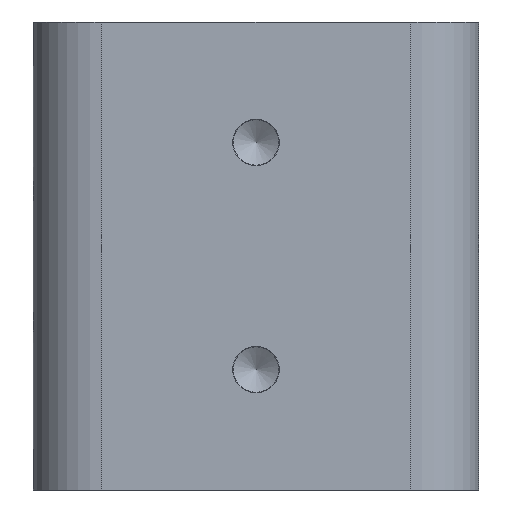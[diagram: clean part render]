
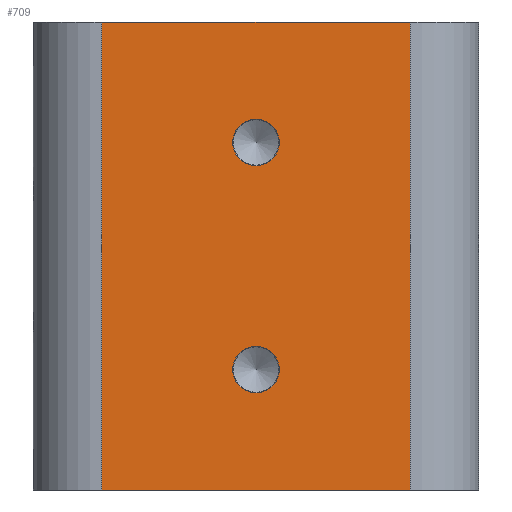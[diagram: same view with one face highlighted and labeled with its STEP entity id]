
A CAD part, left-side view. The second image highlights one B-rep face of the part: STEP entity #709.
In plain terms, the highlighted planar face has unit normal (-1, 0, 0).
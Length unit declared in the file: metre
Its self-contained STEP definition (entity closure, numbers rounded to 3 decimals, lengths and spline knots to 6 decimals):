
#37=LINE('',#1139,#67);
#45=LINE('',#1169,#75);
#54=LINE('',#1191,#84);
#55=LINE('',#1192,#85);
#67=VECTOR('',#905,1.);
#75=VECTOR('',#931,1.);
#84=VECTOR('',#952,1.);
#85=VECTOR('',#953,1.);
#208=ORIENTED_EDGE('',*,*,#368,.F.);
#209=ORIENTED_EDGE('',*,*,#369,.F.);
#210=ORIENTED_EDGE('',*,*,#358,.T.);
#211=ORIENTED_EDGE('',*,*,#370,.T.);
#212=ORIENTED_EDGE('',*,*,#343,.F.);
#213=ORIENTED_EDGE('',*,*,#371,.T.);
#343=EDGE_CURVE('',#432,#433,#37,.T.);
#358=EDGE_CURVE('',#446,#445,#45,.T.);
#368=EDGE_CURVE('',#451,#451,#500,.T.);
#369=EDGE_CURVE('',#452,#452,#501,.T.);
#370=EDGE_CURVE('',#445,#433,#54,.F.);
#371=EDGE_CURVE('',#432,#446,#55,.T.);
#432=VERTEX_POINT('',#1138);
#433=VERTEX_POINT('',#1140);
#445=VERTEX_POINT('',#1168);
#446=VERTEX_POINT('',#1170);
#451=VERTEX_POINT('',#1188);
#452=VERTEX_POINT('',#1190);
#500=CIRCLE('',#795,0.001025);
#501=CIRCLE('',#796,0.001025);
#551=EDGE_LOOP('',(#208));
#552=EDGE_LOOP('',(#209));
#553=EDGE_LOOP('',(#210,#211,#212,#213));
#634=FACE_BOUND('',#551,.T.);
#635=FACE_BOUND('',#552,.T.);
#636=FACE_BOUND('',#553,.T.);
#693=PLANE('',#794);
#709=ADVANCED_FACE('',(#634,#635,#636),#693,.T.);
#794=AXIS2_PLACEMENT_3D('',#1186,#946,#947);
#795=AXIS2_PLACEMENT_3D('',#1187,#948,#949);
#796=AXIS2_PLACEMENT_3D('',#1189,#950,#951);
#905=DIRECTION('',(0.,-1.,0.));
#931=DIRECTION('',(0.,-1.,0.));
#946=DIRECTION('',(-1.,0.,0.));
#947=DIRECTION('',(0.,0.,1.));
#948=DIRECTION('',(-1.,0.,0.));
#949=DIRECTION('',(0.,0.,1.));
#950=DIRECTION('',(-1.,0.,0.));
#951=DIRECTION('',(0.,0.,1.));
#952=DIRECTION('',(0.,0.,-1.));
#953=DIRECTION('',(0.,0.,-1.));
#1138=CARTESIAN_POINT('',(0.,0.0068,0.0103));
#1139=CARTESIAN_POINT('',(0.,0.0098,0.0103));
#1140=CARTESIAN_POINT('',(0.,-0.0068,0.0103));
#1168=CARTESIAN_POINT('',(0.,-0.0068,-0.0103));
#1169=CARTESIAN_POINT('',(0.,0.0098,-0.0103));
#1170=CARTESIAN_POINT('',(0.,0.0068,-0.0103));
#1186=CARTESIAN_POINT('',(0.,0.,0.));
#1187=CARTESIAN_POINT('',(0.,0.,-0.005));
#1188=CARTESIAN_POINT('',(0.,0.,-0.003975));
#1189=CARTESIAN_POINT('',(0.,0.,0.005));
#1190=CARTESIAN_POINT('',(0.,0.,0.006025));
#1191=CARTESIAN_POINT('',(0.,-0.0068,0.0103));
#1192=CARTESIAN_POINT('',(0.,0.0068,0.));
